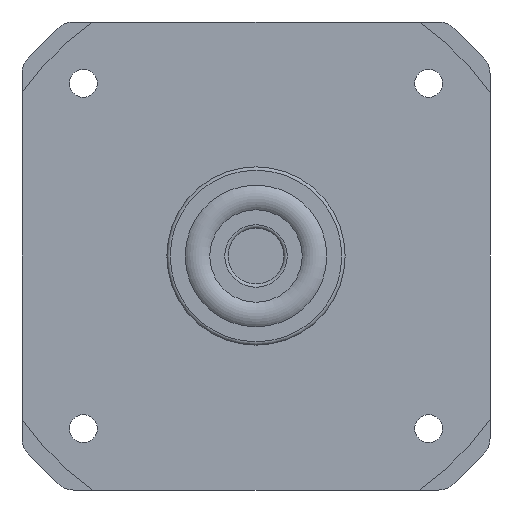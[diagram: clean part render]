
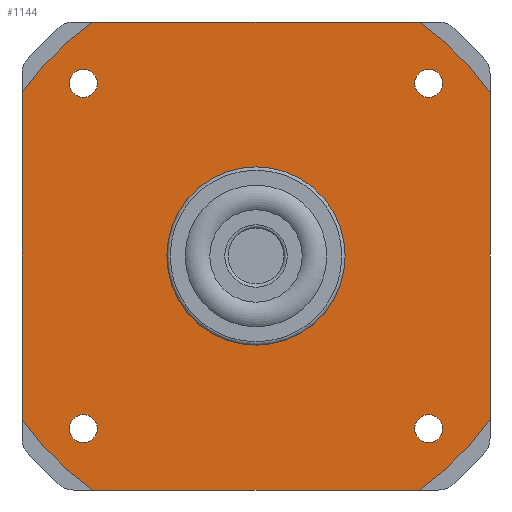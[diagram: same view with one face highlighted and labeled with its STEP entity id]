
A CAD part, front view. The second image highlights one B-rep face of the part: STEP entity #1144.
In plain terms, the highlighted planar face has unit normal (0, -1, 0).
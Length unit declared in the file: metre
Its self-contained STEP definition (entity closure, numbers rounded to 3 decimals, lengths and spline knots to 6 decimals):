
#37=LINE('',#1853,#88);
#38=LINE('',#1857,#89);
#39=LINE('',#1861,#90);
#40=LINE('',#1865,#91);
#88=VECTOR('',#1459,1.);
#89=VECTOR('',#1462,1.);
#90=VECTOR('',#1465,1.);
#91=VECTOR('',#1468,1.);
#157=PLANE('',#1251);
#197=ORIENTED_EDGE('',*,*,#496,.T.);
#198=ORIENTED_EDGE('',*,*,#497,.T.);
#199=ORIENTED_EDGE('',*,*,#498,.T.);
#200=ORIENTED_EDGE('',*,*,#499,.T.);
#201=ORIENTED_EDGE('',*,*,#500,.F.);
#202=ORIENTED_EDGE('',*,*,#501,.F.);
#203=ORIENTED_EDGE('',*,*,#502,.F.);
#204=ORIENTED_EDGE('',*,*,#503,.F.);
#205=ORIENTED_EDGE('',*,*,#504,.F.);
#206=ORIENTED_EDGE('',*,*,#505,.F.);
#207=ORIENTED_EDGE('',*,*,#506,.T.);
#208=ORIENTED_EDGE('',*,*,#507,.F.);
#209=ORIENTED_EDGE('',*,*,#508,.T.);
#496=EDGE_CURVE('',#649,#649,#759,.T.);
#497=EDGE_CURVE('',#650,#650,#760,.T.);
#498=EDGE_CURVE('',#651,#651,#761,.T.);
#499=EDGE_CURVE('',#652,#652,#762,.T.);
#500=EDGE_CURVE('',#653,#653,#763,.T.);
#501=EDGE_CURVE('',#654,#655,#764,.T.);
#502=EDGE_CURVE('',#656,#654,#37,.T.);
#503=EDGE_CURVE('',#657,#656,#765,.T.);
#504=EDGE_CURVE('',#658,#657,#38,.T.);
#505=EDGE_CURVE('',#659,#658,#766,.T.);
#506=EDGE_CURVE('',#659,#660,#39,.T.);
#507=EDGE_CURVE('',#661,#660,#767,.T.);
#508=EDGE_CURVE('',#661,#655,#40,.T.);
#649=VERTEX_POINT('',#1841);
#650=VERTEX_POINT('',#1843);
#651=VERTEX_POINT('',#1845);
#652=VERTEX_POINT('',#1847);
#653=VERTEX_POINT('',#1849);
#654=VERTEX_POINT('',#1851);
#655=VERTEX_POINT('',#1852);
#656=VERTEX_POINT('',#1854);
#657=VERTEX_POINT('',#1856);
#658=VERTEX_POINT('',#1858);
#659=VERTEX_POINT('',#1860);
#660=VERTEX_POINT('',#1862);
#661=VERTEX_POINT('',#1864);
#759=CIRCLE('',#1252,0.00125);
#760=CIRCLE('',#1253,0.00125);
#761=CIRCLE('',#1254,0.00125);
#762=CIRCLE('',#1255,0.00125);
#763=CIRCLE('',#1256,0.008);
#764=CIRCLE('',#1257,0.0256);
#765=CIRCLE('',#1258,0.0256);
#766=CIRCLE('',#1259,0.0256);
#767=CIRCLE('',#1260,0.0256);
#858=EDGE_LOOP('',(#197));
#859=EDGE_LOOP('',(#198));
#860=EDGE_LOOP('',(#199));
#861=EDGE_LOOP('',(#200));
#862=EDGE_LOOP('',(#201));
#863=EDGE_LOOP('',(#202,#203,#204,#205,#206,#207,#208,#209));
#987=FACE_BOUND('',#858,.T.);
#988=FACE_BOUND('',#859,.T.);
#989=FACE_BOUND('',#860,.T.);
#990=FACE_BOUND('',#861,.T.);
#991=FACE_BOUND('',#862,.T.);
#992=FACE_BOUND('',#863,.T.);
#1144=ADVANCED_FACE('',(#987,#988,#989,#990,#991,#992),#157,.F.);
#1251=AXIS2_PLACEMENT_3D('',#1839,#1445,#1446);
#1252=AXIS2_PLACEMENT_3D('',#1840,#1447,#1448);
#1253=AXIS2_PLACEMENT_3D('',#1842,#1449,#1450);
#1254=AXIS2_PLACEMENT_3D('',#1844,#1451,#1452);
#1255=AXIS2_PLACEMENT_3D('',#1846,#1453,#1454);
#1256=AXIS2_PLACEMENT_3D('',#1848,#1455,#1456);
#1257=AXIS2_PLACEMENT_3D('',#1850,#1457,#1458);
#1258=AXIS2_PLACEMENT_3D('',#1855,#1460,#1461);
#1259=AXIS2_PLACEMENT_3D('',#1859,#1463,#1464);
#1260=AXIS2_PLACEMENT_3D('',#1863,#1466,#1467);
#1445=DIRECTION('',(0.,1.,0.));
#1446=DIRECTION('',(0.,0.,1.));
#1447=DIRECTION('',(0.,1.,0.));
#1448=DIRECTION('',(0.,0.,1.));
#1449=DIRECTION('',(0.,1.,0.));
#1450=DIRECTION('',(0.,0.,1.));
#1451=DIRECTION('',(0.,1.,0.));
#1452=DIRECTION('',(0.,0.,1.));
#1453=DIRECTION('',(0.,1.,0.));
#1454=DIRECTION('',(0.,0.,1.));
#1455=DIRECTION('',(0.,-1.,0.));
#1456=DIRECTION('',(0.,0.,-1.));
#1457=DIRECTION('',(0.,1.,0.));
#1458=DIRECTION('',(0.,0.,1.));
#1459=DIRECTION('',(0.,0.,-1.));
#1460=DIRECTION('',(0.,1.,0.));
#1461=DIRECTION('',(0.,0.,1.));
#1462=DIRECTION('',(1.,0.,0.));
#1463=DIRECTION('',(0.,1.,0.));
#1464=DIRECTION('',(0.,0.,1.));
#1465=DIRECTION('',(0.,0.,-1.));
#1466=DIRECTION('',(0.,1.,0.));
#1467=DIRECTION('',(0.,0.,1.));
#1468=DIRECTION('',(1.,0.,0.));
#1839=CARTESIAN_POINT('',(0.,0.02,0.));
#1840=CARTESIAN_POINT('',(-0.0155,0.02,0.0155));
#1841=CARTESIAN_POINT('',(-0.0155,0.02,0.01675));
#1842=CARTESIAN_POINT('',(0.0155,0.02,0.0155));
#1843=CARTESIAN_POINT('',(0.0155,0.02,0.01675));
#1844=CARTESIAN_POINT('',(0.0155,0.02,-0.0155));
#1845=CARTESIAN_POINT('',(0.0155,0.02,-0.01425));
#1846=CARTESIAN_POINT('',(-0.0155,0.02,-0.0155));
#1847=CARTESIAN_POINT('',(-0.0155,0.02,-0.01425));
#1848=CARTESIAN_POINT('',(0.,0.02,0.));
#1849=CARTESIAN_POINT('',(0.,0.02,-0.008));
#1850=CARTESIAN_POINT('',(0.,0.02,0.));
#1851=CARTESIAN_POINT('',(0.021,0.02,-0.014641));
#1852=CARTESIAN_POINT('',(0.014641,0.02,-0.021));
#1853=CARTESIAN_POINT('',(0.021,0.02,0.));
#1854=CARTESIAN_POINT('',(0.021,0.02,0.014641));
#1855=CARTESIAN_POINT('',(0.,0.02,0.));
#1856=CARTESIAN_POINT('',(0.014641,0.02,0.021));
#1857=CARTESIAN_POINT('',(0.,0.02,0.021));
#1858=CARTESIAN_POINT('',(-0.014641,0.02,0.021));
#1859=CARTESIAN_POINT('',(0.,0.02,0.));
#1860=CARTESIAN_POINT('',(-0.021,0.02,0.014641));
#1861=CARTESIAN_POINT('',(-0.021,0.02,0.));
#1862=CARTESIAN_POINT('',(-0.021,0.02,-0.014641));
#1863=CARTESIAN_POINT('',(0.,0.02,0.));
#1864=CARTESIAN_POINT('',(-0.014641,0.02,-0.021));
#1865=CARTESIAN_POINT('',(0.,0.02,-0.021));
